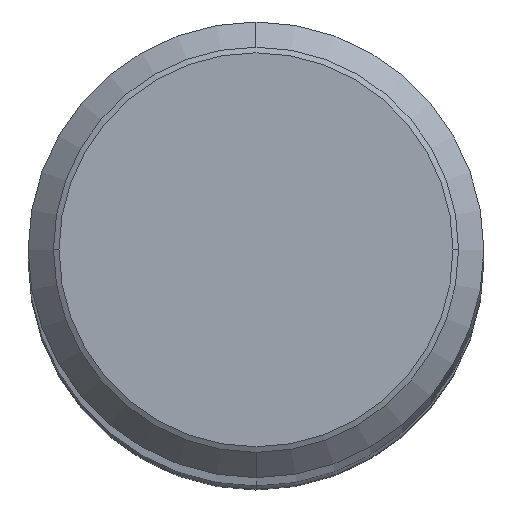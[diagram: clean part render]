
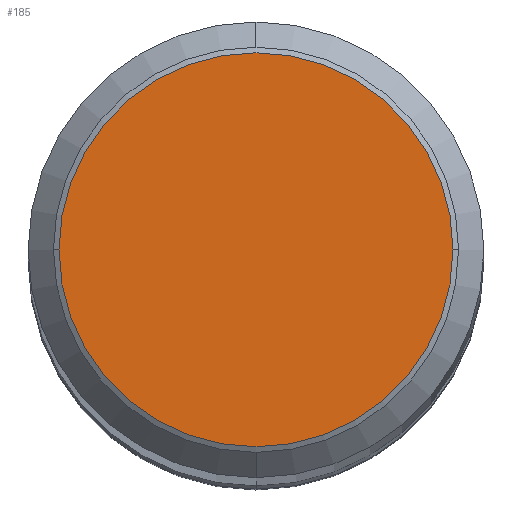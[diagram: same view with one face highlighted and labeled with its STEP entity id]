
A CAD part, top view. The second image highlights one B-rep face of the part: STEP entity #185.
In plain terms, the highlighted planar face has unit normal (0, 0, 1).
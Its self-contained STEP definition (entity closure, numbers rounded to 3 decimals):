
#167=EDGE_CURVE('',#195,#227,#364,.T.);
#175=EDGE_CURVE('',#227,#195,#373,.T.);
#185=ADVANCED_FACE('',(#385),#386,.T.);
#195=VERTEX_POINT('',#398);
#227=VERTEX_POINT('',#432);
#364=CIRCLE('',#582,6.917);
#373=CIRCLE('',#594,6.917);
#385=FACE_OUTER_BOUND('',#607,.T.);
#386=PLANE('',#608);
#398=CARTESIAN_POINT('',(6.917,0.,232.0));
#432=CARTESIAN_POINT('',(-6.917,0.,232.0));
#582=AXIS2_PLACEMENT_3D('',#843,#844,#845);
#594=AXIS2_PLACEMENT_3D('',#856,#857,#858);
#607=EDGE_LOOP('',(#881,#882));
#608=AXIS2_PLACEMENT_3D('',#883,#884,#885);
#843=CARTESIAN_POINT('',(0.,0.0,232.0));
#844=DIRECTION('',(0.0,0.0,1.0));
#845=DIRECTION('',(-1.0,0.,0.0));
#856=CARTESIAN_POINT('',(0.,0.0,232.0));
#857=DIRECTION('',(0.0,0.0,1.0));
#858=DIRECTION('',(-1.0,0.,0.0));
#881=ORIENTED_EDGE('',*,*,#175,.T.);
#882=ORIENTED_EDGE('',*,*,#167,.T.);
#883=CARTESIAN_POINT('',(0.,-3.5,232.0));
#884=DIRECTION('',(0.0,0.0,1.0));
#885=DIRECTION('',(0.,-1.0,0.0));
